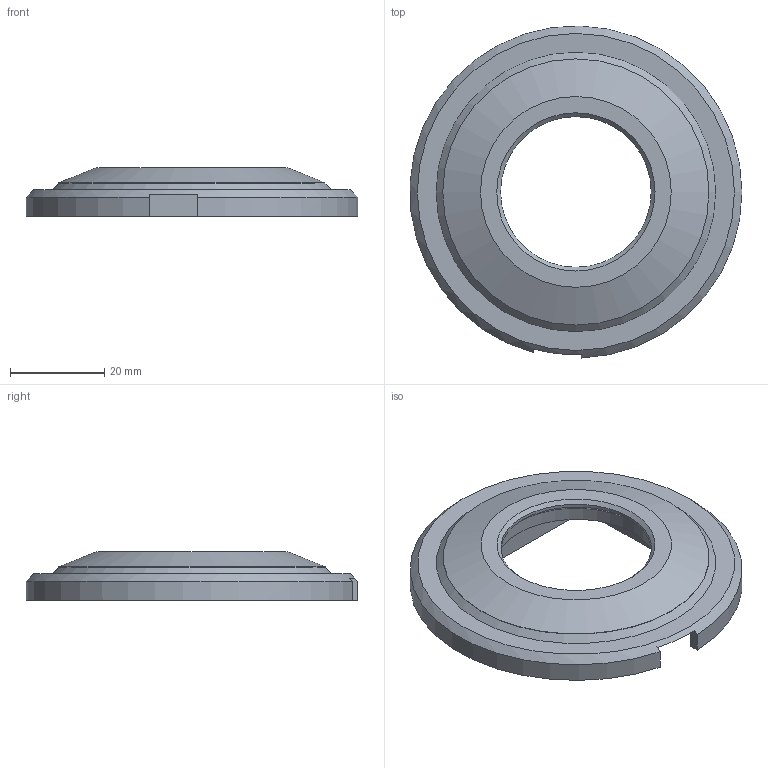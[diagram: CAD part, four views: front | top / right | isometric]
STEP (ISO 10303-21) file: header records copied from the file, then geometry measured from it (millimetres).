
FILE_DESCRIPTION(/* description */ (''),/* implementation_level */ '2;1');
FILE_NAME(/* name */ 'control_knob_cover.stp',/* time_stamp */ '2024-06-29T23:07:51-07:00',/* author */ ('aaron'),/* organization */ (''),/* preprocessor_version */ 'ST-DEVELOPER v19.2',/* originating_system */ 'Autodesk Inventor 2023',/* authorisation */ '');
FILE_SCHEMA (('AUTOMOTIVE_DESIGN { 1 0 10303 214 3 1 1 }'));
Length unit declared in the file: millimetre
Products named in the file (1): controls_knob_cover
Bounding box: 70.45 x 70.47 x 10.35 mm (x, y, z)
Volume: 13235.2 mm3; surface area: 10277.5 mm2
Topology: 1 solids, 1 shells, 34 faces, 73 edges, 48 vertices
Faces by surface type: plane 19, cylinder 10, cone 5
Full cylindrical faces by diameter (mm): 32 x1, 34.5 x1, 56.5 x1
Entity records: 975 total; most frequent: DIRECTION 170, CARTESIAN_POINT 160, ORIENTED_EDGE 146, EDGE_CURVE 73, AXIS2_PLACEMENT_3D 64, VERTEX_POINT 48, EDGE_LOOP 43, LINE 42
